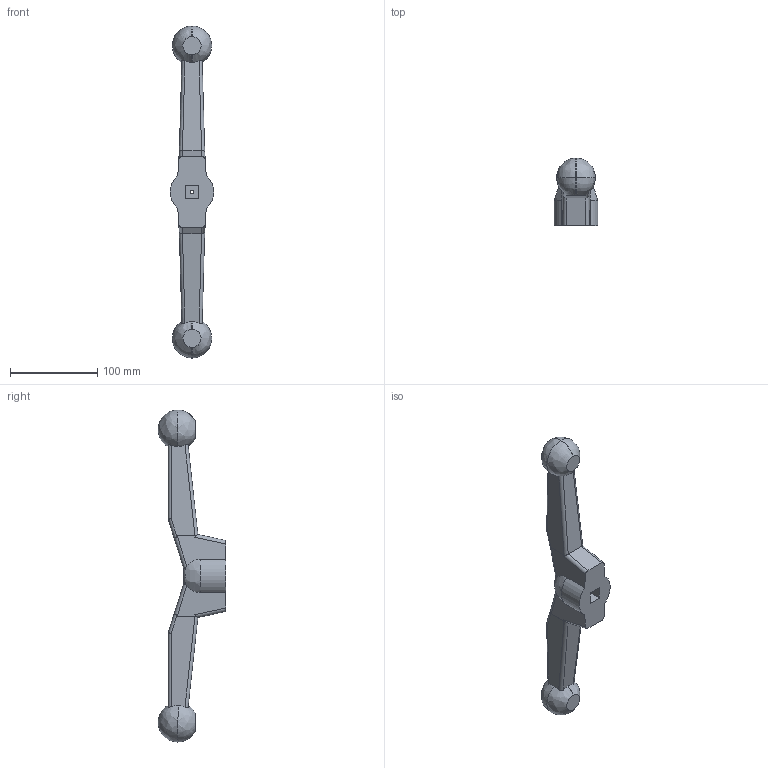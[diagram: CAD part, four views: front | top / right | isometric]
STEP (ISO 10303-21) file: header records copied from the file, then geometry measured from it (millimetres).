
FILE_DESCRIPTION((''),'2;1');
FILE_NAME('NH40-2000_3150-S_202107','2022-04-12T',('zhuanghy'),(''),'CREO PARAMETRIC BY PTC INC, 2018070','CREO PARAMETRIC BY PTC INC, 2018070','');
FILE_SCHEMA(('CONFIG_CONTROL_DESIGN'));
Length unit declared in the file: millimetre
Products named in the file (1): NH40-2000_3150-S_202107
Bounding box: 50 x 77.44 x 380 mm (x, y, z)
Volume: 403087.8 mm3; surface area: 51986.9 mm2
Topology: 1 solids, 1 shells, 95 faces, 261 edges, 166 vertices
Faces by surface type: plane 40, cylinder 36, bspline 10, sphere 4, extrusion 3, torus 2
Entity records: 3579 total; most frequent: CARTESIAN_POINT 1337, ORIENTED_EDGE 514, DIRECTION 379, EDGE_CURVE 257, VERTEX_POINT 166, AXIS2_PLACEMENT_3D 137, VECTOR 105, B_SPLINE_CURVE_WITH_KNOTS 103
